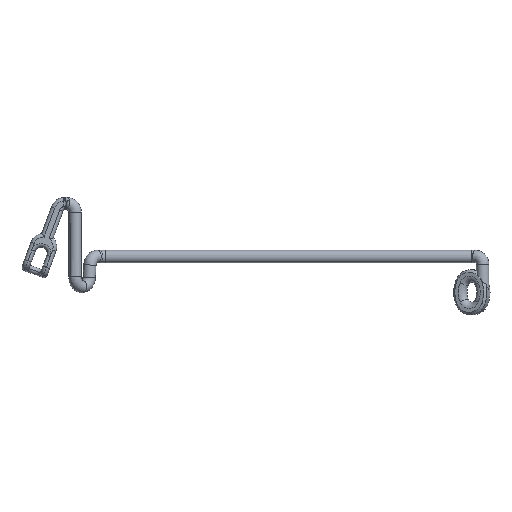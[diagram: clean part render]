
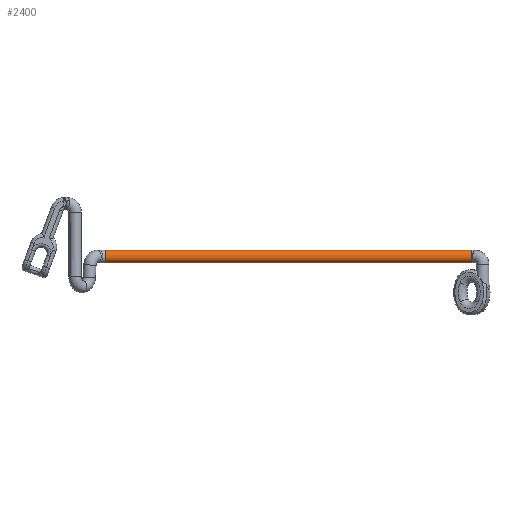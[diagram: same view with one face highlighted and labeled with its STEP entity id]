
A CAD part, top view. The second image highlights one B-rep face of the part: STEP entity #2400.
In plain terms, the highlighted cylindrical face has radius 1.75 mm (diameter 3.5 mm), a partial arc.
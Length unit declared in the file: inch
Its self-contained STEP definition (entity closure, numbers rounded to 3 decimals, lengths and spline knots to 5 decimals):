
#457=CARTESIAN_POINT('',(0.35983,0.42323,
0.16859));
#458=DIRECTION('',(-1.,0.,0.));
#459=DIRECTION('',(0.,-1.,0.));
#460=AXIS2_PLACEMENT_3D('',#457,#458,#459);
#462=CARTESIAN_POINT('',(0.35983,0.42323,
0.16859));
#463=DIRECTION('',(-1.,0.,0.));
#464=DIRECTION('',(0.,0.,1.));
#465=AXIS2_PLACEMENT_3D('',#462,#463,#464);
#477=DIRECTION('',(-1.,0.,0.));
#478=VECTOR('',#477,4.074);
#479=CARTESIAN_POINT('',(0.35983,0.35433,
0.16859));
#480=LINE('',#479,#478);
#481=DIRECTION('',(-1.,0.,0.));
#482=VECTOR('',#481,4.074);
#483=CARTESIAN_POINT('',(0.35983,0.42323,
0.09969));
#484=LINE('',#483,#482);
#515=CARTESIAN_POINT('',(-3.71417,0.42323,
0.16859));
#516=DIRECTION('',(1.,0.,0.));
#517=DIRECTION('',(0.,0.,-1.));
#518=AXIS2_PLACEMENT_3D('',#515,#516,#517);
#520=CARTESIAN_POINT('',(-3.71417,0.42323,
0.16859));
#521=DIRECTION('',(1.,0.,0.));
#522=DIRECTION('',(0.,0.,1.));
#523=AXIS2_PLACEMENT_3D('',#520,#521,#522);
#1676=CARTESIAN_POINT('',(0.35983,0.35433,
0.16859));
#1677=VERTEX_POINT('',#1676);
#1678=CARTESIAN_POINT('',(0.35983,0.42323,
0.09969));
#1679=VERTEX_POINT('',#1678);
#1680=CARTESIAN_POINT('',(0.35983,0.42323,
0.23749));
#1681=VERTEX_POINT('',#1680);
#1682=CARTESIAN_POINT('',(-3.71417,0.35433,
0.16859));
#1683=VERTEX_POINT('',#1682);
#1684=CARTESIAN_POINT('',(-3.71417,0.42323,
0.23749));
#1685=VERTEX_POINT('',#1684);
#1686=CARTESIAN_POINT('',(-3.71417,0.42323,
0.09969));
#1687=VERTEX_POINT('',#1686);
#2383=CARTESIAN_POINT('',(0.36912,0.42323,
0.16859));
#2384=DIRECTION('',(-1.,0.,0.));
#2385=DIRECTION('',(0.,0.,1.));
#2386=AXIS2_PLACEMENT_3D('',#2383,#2384,#2385);
#2387=CYLINDRICAL_SURFACE('',#2386,0.0689);
#2389=ORIENTED_EDGE('',*,*,#2388,.T.);
#2391=ORIENTED_EDGE('',*,*,#2390,.F.);
#2393=ORIENTED_EDGE('',*,*,#2392,.F.);
#2395=ORIENTED_EDGE('',*,*,#2394,.F.);
#2396=ORIENTED_EDGE('',*,*,#2375,.F.);
#2397=ORIENTED_EDGE('',*,*,#2373,.F.);
#2398=EDGE_LOOP('',(#2389,#2391,#2393,#2395,#2396,#2397));
#2399=FACE_OUTER_BOUND('',#2398,.F.);
#2400=ADVANCED_FACE('',(#2399),#2387,.T.);
#461=CIRCLE('',#460,0.0689);
#466=CIRCLE('',#465,0.0689);
#519=CIRCLE('',#518,0.0689);
#524=CIRCLE('',#523,0.0689);
#2373=EDGE_CURVE('',#1677,#1681,#461,.T.);
#2375=EDGE_CURVE('',#1681,#1679,#466,.T.);
#2388=EDGE_CURVE('',#1677,#1683,#480,.T.);
#2390=EDGE_CURVE('',#1685,#1683,#524,.T.);
#2392=EDGE_CURVE('',#1687,#1685,#519,.T.);
#2394=EDGE_CURVE('',#1679,#1687,#484,.T.);
